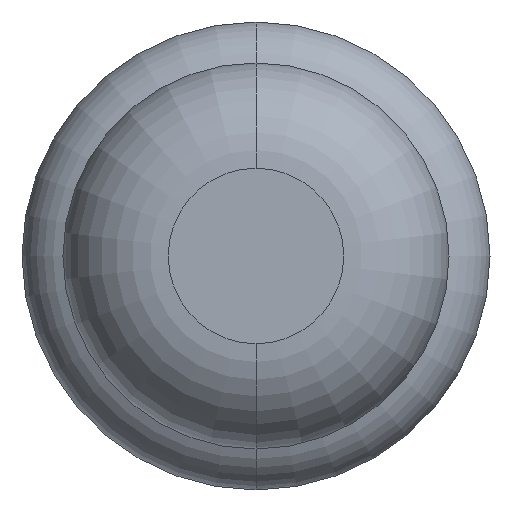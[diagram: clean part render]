
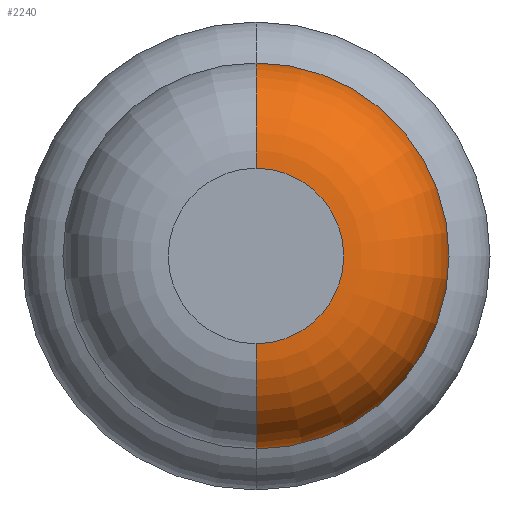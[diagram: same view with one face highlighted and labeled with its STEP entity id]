
A CAD part, front view. The second image highlights one B-rep face of the part: STEP entity #2240.
In plain terms, the highlighted toroidal (fillet/blend) face has major radius 0.375 mm and minor radius 0.45 mm.
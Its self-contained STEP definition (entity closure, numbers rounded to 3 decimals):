
#292 = AXIS2_PLACEMENT_3D ( 'NONE', #1422, #552, #2566 ) ;
#332 = FACE_OUTER_BOUND ( 'NONE', #2378, .T. ) ;
#386 = DIRECTION ( 'NONE',  ( 0., 0., 1. ) ) ;
#413 = DIRECTION ( 'NONE',  ( -1., 0., 0. ) ) ;
#432 = AXIS2_PLACEMENT_3D ( 'NONE', #1569, #413, #386 ) ;
#552 = DIRECTION ( 'NONE',  ( 1., 0., 0. ) ) ;
#694 = EDGE_CURVE ( 'NONE', #1618, #2436, #3253, .T. ) ;
#862 = CARTESIAN_POINT ( 'NONE',  ( 0., -26.95, 0.825 ) ) ;
#959 = CARTESIAN_POINT ( 'NONE',  ( 0., -27.4, 0.375 ) ) ;
#1064 = DIRECTION ( 'NONE',  ( 0., 1., 0. ) ) ;
#1073 = EDGE_CURVE ( 'NONE', #2459, #2020, #2803, .T. ) ;
#1287 = TOROIDAL_SURFACE ( 'NONE', #1520, 0.375, 0.45 ) ;
#1288 = AXIS2_PLACEMENT_3D ( 'NONE', #3277, #2683, #2668 ) ;
#1299 = DIRECTION ( 'NONE',  ( 0., 1., 0. ) ) ;
#1380 = ORIENTED_EDGE ( 'NONE', *, *, #2667, .T. ) ;
#1422 = CARTESIAN_POINT ( 'NONE',  ( 0., -26.95, -0.375 ) ) ;
#1520 = AXIS2_PLACEMENT_3D ( 'NONE', #3711, #1064, #3696 ) ;
#1569 = CARTESIAN_POINT ( 'NONE',  ( 0., -26.95, 0.375 ) ) ;
#1618 = VERTEX_POINT ( 'NONE', #959 ) ;
#1961 = ORIENTED_EDGE ( 'NONE', *, *, #1073, .T. ) ;
#2020 = VERTEX_POINT ( 'NONE', #2617 ) ;
#2023 = AXIS2_PLACEMENT_3D ( 'NONE', #2174, #1299, #3338 ) ;
#2060 = CARTESIAN_POINT ( 'NONE',  ( 0., -27.4, -0.375 ) ) ;
#2174 = CARTESIAN_POINT ( 'NONE',  ( 0., -27.4, 0. ) ) ;
#2240 = ADVANCED_FACE ( 'Defeature ausgef�hrt2_10', ( #332 ), #1287, .T. ) ;
#2378 = EDGE_LOOP ( 'NONE', ( #1380, #1961, #3285, #2677 ) ) ;
#2436 = VERTEX_POINT ( 'NONE', #862 ) ;
#2459 = VERTEX_POINT ( 'NONE', #2060 ) ;
#2542 = CIRCLE ( 'NONE', #1288, 0.825 ) ;
#2566 = DIRECTION ( 'NONE',  ( 0., 0., -1. ) ) ;
#2617 = CARTESIAN_POINT ( 'NONE',  ( 0., -26.95, -0.825 ) ) ;
#2667 = EDGE_CURVE ( 'Defeature ausgef�hrt2_10+Defeature ausgef�hrt2_9+Defeature ausgef�hrt2_9+Defeature ausgef�hrt2_9', #1618, #2459, #3060, .T. ) ;
#2668 = DIRECTION ( 'NONE',  ( 0., 0., 1. ) ) ;
#2677 = ORIENTED_EDGE ( 'NONE', *, *, #694, .F. ) ;
#2683 = DIRECTION ( 'NONE',  ( 0., 1., 0. ) ) ;
#2803 = CIRCLE ( 'NONE', #292, 0.45 ) ;
#3060 = CIRCLE ( 'NONE', #2023, 0.375 ) ;
#3253 = CIRCLE ( 'NONE', #432, 0.45 ) ;
#3277 = CARTESIAN_POINT ( 'NONE',  ( 0., -26.95, 0. ) ) ;
#3285 = ORIENTED_EDGE ( 'NONE', *, *, #3667, .F. ) ;
#3338 = DIRECTION ( 'NONE',  ( 0., 0., 1. ) ) ;
#3667 = EDGE_CURVE ( 'Defeature ausgef�hrt2_11+Defeature ausgef�hrt2_10+Defeature ausgef�hrt2_10+Defeature ausgef�hrt2_10', #2436, #2020, #2542, .T. ) ;
#3696 = DIRECTION ( 'NONE',  ( 0., 0., 1. ) ) ;
#3711 = CARTESIAN_POINT ( 'NONE',  ( 0., -26.95, 0. ) ) ;
